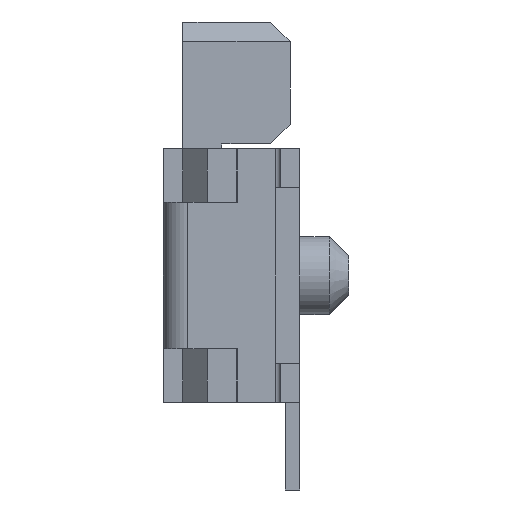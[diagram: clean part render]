
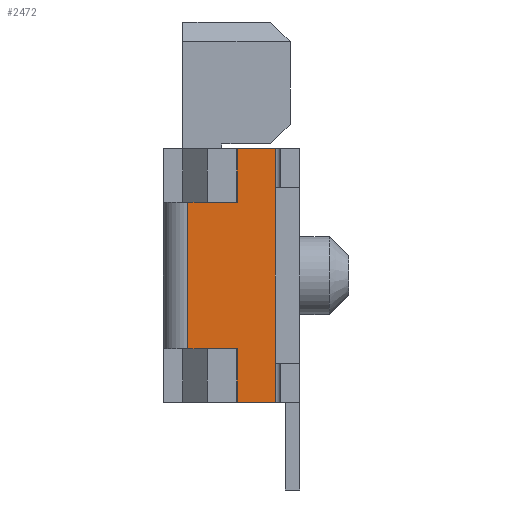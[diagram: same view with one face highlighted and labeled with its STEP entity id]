
A CAD part, left-side view. The second image highlights one B-rep face of the part: STEP entity #2472.
In plain terms, the highlighted planar face has unit normal (-1, 0, 0).
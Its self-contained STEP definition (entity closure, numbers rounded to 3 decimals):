
#25 = DIRECTION ( 'NONE',  ( 0., 0., -1. ) ) ;
#77 = PLANE ( 'NONE',  #4444 ) ;
#79 = ORIENTED_EDGE ( 'NONE', *, *, #2094, .F. ) ;
#80 = VERTEX_POINT ( 'NONE', #3185 ) ;
#86 = CARTESIAN_POINT ( 'NONE',  ( -3.3, 1.4, -2.6 ) ) ;
#118 = DIRECTION ( 'NONE',  ( 0., 1., 0. ) ) ;
#129 = EDGE_CURVE ( 'NONE', #4468, #4746, #4325, .T. ) ;
#131 = VERTEX_POINT ( 'NONE', #442 ) ;
#162 = FACE_OUTER_BOUND ( 'NONE', #5149, .T. ) ;
#179 = CARTESIAN_POINT ( 'NONE',  ( -3.3, 0.95, -0.55 ) ) ;
#191 = CARTESIAN_POINT ( 'NONE',  ( -3.3, 1.4, 0. ) ) ;
#317 = EDGE_CURVE ( 'NONE', #4468, #3327, #1192, .T. ) ;
#329 = CARTESIAN_POINT ( 'NONE',  ( -3.3, 0.64, -2.05 ) ) ;
#343 = VECTOR ( 'NONE', #1574, 1000. ) ;
#350 = CARTESIAN_POINT ( 'NONE',  ( -3.3, 0.64, -2.05 ) ) ;
#433 = ORIENTED_EDGE ( 'NONE', *, *, #735, .T. ) ;
#435 = VECTOR ( 'NONE', #2851, 1000. ) ;
#440 = VERTEX_POINT ( 'NONE', #329 ) ;
#442 = CARTESIAN_POINT ( 'NONE',  ( -3.3, 0.25, -2.2 ) ) ;
#477 = EDGE_CURVE ( 'NONE', #720, #80, #3060, .T. ) ;
#518 = CARTESIAN_POINT ( 'NONE',  ( -3.3, 0.25, -2.6 ) ) ;
#520 = LINE ( 'NONE', #3095, #4841 ) ;
#641 = VERTEX_POINT ( 'NONE', #518 ) ;
#720 = VERTEX_POINT ( 'NONE', #4074 ) ;
#723 = CARTESIAN_POINT ( 'NONE',  ( -3.3, 0.65, -0.55 ) ) ;
#735 = EDGE_CURVE ( 'NONE', #3910, #80, #2179, .T. ) ;
#736 = DIRECTION ( 'NONE',  ( 0., 0., 1. ) ) ;
#737 = LINE ( 'NONE', #723, #5170 ) ;
#771 = CARTESIAN_POINT ( 'NONE',  ( -3.3, 0.65, -0.55 ) ) ;
#824 = CARTESIAN_POINT ( 'NONE',  ( -3.3, 1.15, -2.05 ) ) ;
#1035 = EDGE_CURVE ( 'NONE', #440, #4746, #2848, .T. ) ;
#1192 = LINE ( 'NONE', #2530, #3566 ) ;
#1212 = LINE ( 'NONE', #179, #3265 ) ;
#1256 = DIRECTION ( 'NONE',  ( 0., 0., -1. ) ) ;
#1279 = DIRECTION ( 'NONE',  ( 0., 0., 1. ) ) ;
#1288 = VECTOR ( 'NONE', #4912, 1000. ) ;
#1333 = ORIENTED_EDGE ( 'NONE', *, *, #1390, .T. ) ;
#1390 = EDGE_CURVE ( 'NONE', #641, #131, #4838, .T. ) ;
#1468 = VERTEX_POINT ( 'NONE', #2832 ) ;
#1469 = EDGE_CURVE ( 'NONE', #440, #1468, #3649, .T. ) ;
#1481 = ORIENTED_EDGE ( 'NONE', *, *, #1469, .T. ) ;
#1574 = DIRECTION ( 'NONE',  ( 0., -1., 0. ) ) ;
#1705 = VECTOR ( 'NONE', #25, 1000. ) ;
#1726 = CARTESIAN_POINT ( 'NONE',  ( -3.3, 1.15, -0.55 ) ) ;
#1736 = DIRECTION ( 'NONE',  ( 0., 1., 0. ) ) ;
#1766 = EDGE_CURVE ( 'NONE', #4900, #3647, #1212, .T. ) ;
#1776 = DIRECTION ( 'NONE',  ( 0., 1., 0. ) ) ;
#1930 = EDGE_CURVE ( 'NONE', #131, #3717, #520, .T. ) ;
#2081 = ORIENTED_EDGE ( 'NONE', *, *, #317, .F. ) ;
#2094 = EDGE_CURVE ( 'NONE', #2139, #720, #3407, .T. ) ;
#2139 = VERTEX_POINT ( 'NONE', #3682 ) ;
#2179 = LINE ( 'NONE', #191, #3362 ) ;
#2222 = ORIENTED_EDGE ( 'NONE', *, *, #129, .T. ) ;
#2307 = DIRECTION ( 'NONE',  ( 0., 1., 0. ) ) ;
#2353 = CARTESIAN_POINT ( 'NONE',  ( -3.3, 1.15, -2.05 ) ) ;
#2405 = CARTESIAN_POINT ( 'NONE',  ( -3.3, 0.95, -2.05 ) ) ;
#2472 = ADVANCED_FACE ( 'NONE', ( #162 ), #77, .T. ) ;
#2508 = ORIENTED_EDGE ( 'NONE', *, *, #3882, .F. ) ;
#2530 = CARTESIAN_POINT ( 'NONE',  ( -3.3, 0.95, -2.05 ) ) ;
#2561 = ORIENTED_EDGE ( 'NONE', *, *, #477, .F. ) ;
#2574 = ORIENTED_EDGE ( 'NONE', *, *, #1930, .T. ) ;
#2589 = CARTESIAN_POINT ( 'NONE',  ( -3.3, 1., -0.55 ) ) ;
#2722 = VECTOR ( 'NONE', #4062, 1000. ) ;
#2728 = DIRECTION ( 'NONE',  ( 0., 0., 1. ) ) ;
#2753 = ORIENTED_EDGE ( 'NONE', *, *, #1766, .T. ) ;
#2828 = EDGE_CURVE ( 'NONE', #3647, #3327, #5023, .T. ) ;
#2832 = CARTESIAN_POINT ( 'NONE',  ( -3.3, 0.64, -2.6 ) ) ;
#2848 = LINE ( 'NONE', #350, #5034 ) ;
#2851 = DIRECTION ( 'NONE',  ( 0., -1., 0. ) ) ;
#3056 = CARTESIAN_POINT ( 'NONE',  ( -3.3, 1.15, -0.55 ) ) ;
#3060 = LINE ( 'NONE', #3126, #4259 ) ;
#3095 = CARTESIAN_POINT ( 'NONE',  ( -3.3, 0.25, -2.2 ) ) ;
#3102 = CARTESIAN_POINT ( 'NONE',  ( -3.3, 0.25, -0.55 ) ) ;
#3126 = CARTESIAN_POINT ( 'NONE',  ( -3.3, 0.64, -0.55 ) ) ;
#3132 = DIRECTION ( 'NONE',  ( 0., 0., 1. ) ) ;
#3185 = CARTESIAN_POINT ( 'NONE',  ( -3.3, 0.64, 0. ) ) ;
#3201 = CARTESIAN_POINT ( 'NONE',  ( -3.3, 0.64, -2.05 ) ) ;
#3263 = CARTESIAN_POINT ( 'NONE',  ( -3.3, 0.65, -2.05 ) ) ;
#3265 = VECTOR ( 'NONE', #1776, 1000. ) ;
#3279 = CARTESIAN_POINT ( 'NONE',  ( -3.3, 0.25, -0.55 ) ) ;
#3327 = VERTEX_POINT ( 'NONE', #2353 ) ;
#3362 = VECTOR ( 'NONE', #1736, 1000. ) ;
#3407 = LINE ( 'NONE', #771, #343 ) ;
#3566 = VECTOR ( 'NONE', #118, 1000. ) ;
#3647 = VERTEX_POINT ( 'NONE', #3056 ) ;
#3649 = LINE ( 'NONE', #3201, #1705 ) ;
#3682 = CARTESIAN_POINT ( 'NONE',  ( -3.3, 0.65, -0.55 ) ) ;
#3717 = VERTEX_POINT ( 'NONE', #3813 ) ;
#3738 = DIRECTION ( 'NONE',  ( -1., 0., 0. ) ) ;
#3813 = CARTESIAN_POINT ( 'NONE',  ( -3.3, 0.25, -0.4 ) ) ;
#3882 = EDGE_CURVE ( 'NONE', #641, #1468, #4162, .T. ) ;
#3910 = VERTEX_POINT ( 'NONE', #4896 ) ;
#3921 = ORIENTED_EDGE ( 'NONE', *, *, #1035, .F. ) ;
#4062 = DIRECTION ( 'NONE',  ( 0., 0., 1. ) ) ;
#4074 = CARTESIAN_POINT ( 'NONE',  ( -3.3, 0.64, -0.55 ) ) ;
#4131 = ORIENTED_EDGE ( 'NONE', *, *, #2828, .T. ) ;
#4162 = LINE ( 'NONE', #86, #1288 ) ;
#4213 = ORIENTED_EDGE ( 'NONE', *, *, #4578, .T. ) ;
#4259 = VECTOR ( 'NONE', #736, 1000. ) ;
#4273 = ORIENTED_EDGE ( 'NONE', *, *, #4491, .T. ) ;
#4284 = VECTOR ( 'NONE', #1256, 1000. ) ;
#4325 = LINE ( 'NONE', #2405, #435 ) ;
#4444 = AXIS2_PLACEMENT_3D ( 'NONE', #1726, #3738, #1279 ) ;
#4468 = VERTEX_POINT ( 'NONE', #5119 ) ;
#4491 = EDGE_CURVE ( 'NONE', #3717, #3910, #4805, .T. ) ;
#4553 = VECTOR ( 'NONE', #3132, 1000. ) ;
#4578 = EDGE_CURVE ( 'NONE', #2139, #4900, #737, .T. ) ;
#4746 = VERTEX_POINT ( 'NONE', #3263 ) ;
#4799 = DIRECTION ( 'NONE',  ( 0., 1., 0. ) ) ;
#4805 = LINE ( 'NONE', #3102, #4553 ) ;
#4838 = LINE ( 'NONE', #3279, #2722 ) ;
#4841 = VECTOR ( 'NONE', #2728, 1000. ) ;
#4896 = CARTESIAN_POINT ( 'NONE',  ( -3.3, 0.25, 0. ) ) ;
#4900 = VERTEX_POINT ( 'NONE', #2589 ) ;
#4912 = DIRECTION ( 'NONE',  ( 0., 1., 0. ) ) ;
#5023 = LINE ( 'NONE', #824, #4284 ) ;
#5034 = VECTOR ( 'NONE', #2307, 1000. ) ;
#5119 = CARTESIAN_POINT ( 'NONE',  ( -3.3, 1., -2.05 ) ) ;
#5149 = EDGE_LOOP ( 'NONE', ( #2753, #4131, #2081, #2222, #3921, #1481, #2508, #1333, #2574, #4273, #433, #2561, #79, #4213 ) ) ;
#5170 = VECTOR ( 'NONE', #4799, 1000. ) ;
